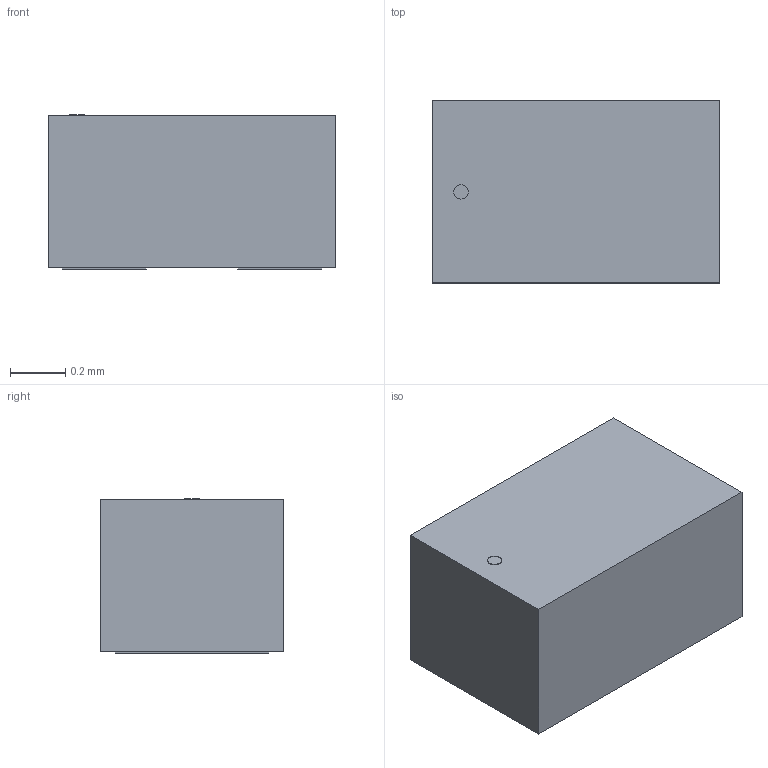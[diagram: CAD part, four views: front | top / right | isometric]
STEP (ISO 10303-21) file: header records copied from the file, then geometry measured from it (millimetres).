
FILE_DESCRIPTION (( 'STEP AP214' ), '1' );
FILE_NAME ('SP0402B-ULC-01ETG.STEP', '2023-06-20T18:40:04', ( '' ), ( '' ), 'SwSTEP 2.0', 'SolidWorks 2013', '' );
FILE_SCHEMA (( 'AUTOMOTIVE_DESIGN' ));
Length unit declared in the file: millimetre
Products named in the file (1): SP0402B-ULC-01ETG
Bounding box: 1.04 x 0.66 x 0.56 mm (x, y, z)
Surface area: 4 mm2 (no closed solid volume)
Topology: 0 solids, 4 shells, 20 faces, 42 edges, 28 vertices
Faces by surface type: plane 18, cylinder 2
Entity records: 797 total; most frequent: CARTESIAN_POINT 91, DIRECTION 88, ORIENTED_EDGE 80, EDGE_CURVE 42, VECTOR 38, LINE 38, VERTEX_POINT 28, AXIS2_PLACEMENT_3D 25
